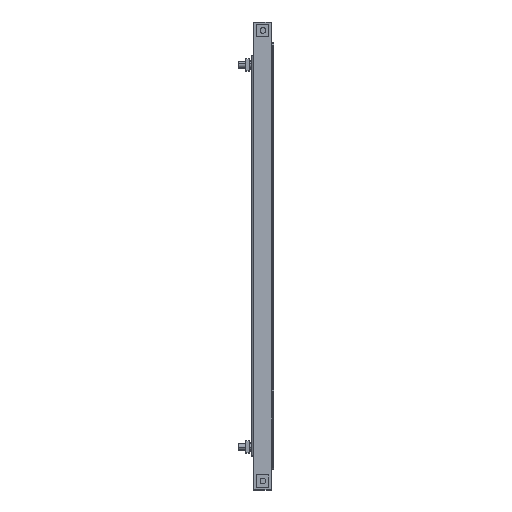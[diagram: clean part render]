
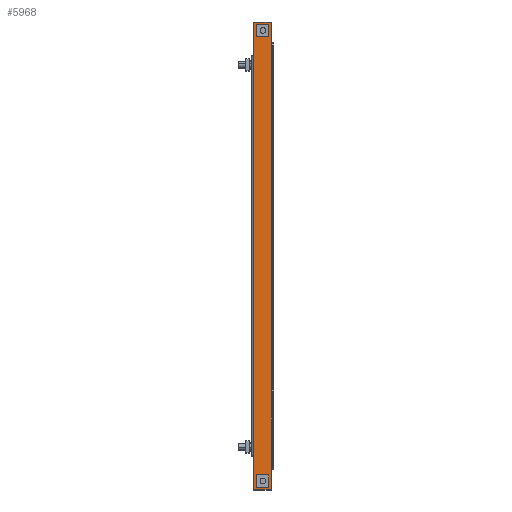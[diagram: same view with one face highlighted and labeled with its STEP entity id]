
A CAD part, top view. The second image highlights one B-rep face of the part: STEP entity #5968.
In plain terms, the highlighted face is planar.
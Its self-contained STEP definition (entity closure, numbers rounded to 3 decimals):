
#54 = EDGE_CURVE ( 'NONE', #2575, #4886, #2297, .T. ) ;
#93 = DIRECTION ( 'NONE',  ( 0., 0., 1. ) ) ;
#257 = ORIENTED_EDGE ( 'NONE', *, *, #5753, .T. ) ;
#304 = CARTESIAN_POINT ( 'NONE',  ( 0., 15.75, -3.9 ) ) ;
#319 = ORIENTED_EDGE ( 'NONE', *, *, #719, .T. ) ;
#444 = VECTOR ( 'NONE', #1103, 1000. ) ;
#459 = CARTESIAN_POINT ( 'NONE',  ( 0., 2.5, -462. ) ) ;
#508 = VECTOR ( 'NONE', #2768, 1000. ) ;
#530 = VECTOR ( 'NONE', #2351, 1000. ) ;
#580 = DIRECTION ( 'NONE',  ( 0., 0., 1. ) ) ;
#658 = CARTESIAN_POINT ( 'NONE',  ( 0., 15.75, -13.4 ) ) ;
#719 = EDGE_CURVE ( 'NONE', #1368, #6227, #5900, .T. ) ;
#722 = FACE_OUTER_BOUND ( 'NONE', #1688, .T. ) ;
#910 = LINE ( 'NONE', #4861, #1313 ) ;
#1012 = EDGE_CURVE ( 'NONE', #2575, #3760, #5231, .T. ) ;
#1019 = CARTESIAN_POINT ( 'NONE',  ( 0., 15.75, -3.9 ) ) ;
#1029 = VECTOR ( 'NONE', #4453, 1000. ) ;
#1064 = CARTESIAN_POINT ( 'NONE',  ( 0., 2.5, 0. ) ) ;
#1103 = DIRECTION ( 'NONE',  ( 0., -1., 0. ) ) ;
#1113 = CARTESIAN_POINT ( 'NONE',  ( 0., 15.75, -13.4 ) ) ;
#1152 = EDGE_CURVE ( 'NONE', #2739, #2470, #3463, .T. ) ;
#1176 = DIRECTION ( 'NONE',  ( 0., 0., 1. ) ) ;
#1219 = ORIENTED_EDGE ( 'NONE', *, *, #5174, .T. ) ;
#1232 = EDGE_CURVE ( 'NONE', #6169, #5841, #5038, .T. ) ;
#1238 = DIRECTION ( 'NONE',  ( 0., 0., -1. ) ) ;
#1260 = EDGE_CURVE ( 'NONE', #3532, #2511, #4553, .T. ) ;
#1265 = VECTOR ( 'NONE', #1176, 1000. ) ;
#1313 = VECTOR ( 'NONE', #3387, 1000. ) ;
#1350 = CARTESIAN_POINT ( 'NONE',  ( 0., 6.25, -13.4 ) ) ;
#1368 = VERTEX_POINT ( 'NONE', #2670 ) ;
#1389 = CARTESIAN_POINT ( 'NONE',  ( 0., 15.75, -479.1 ) ) ;
#1437 = VECTOR ( 'NONE', #2068, 1000. ) ;
#1463 = VECTOR ( 'NONE', #4670, 1000. ) ;
#1489 = EDGE_CURVE ( 'NONE', #6137, #2470, #1936, .T. ) ;
#1561 = EDGE_LOOP ( 'NONE', ( #257, #5139, #4405, #319 ) ) ;
#1567 = CARTESIAN_POINT ( 'NONE',  ( 0., 15.75, -469.6 ) ) ;
#1604 = CARTESIAN_POINT ( 'NONE',  ( 0., 6.25, -479.1 ) ) ;
#1608 = EDGE_LOOP ( 'NONE', ( #2045, #3961, #3191, #1219 ) ) ;
#1651 = CARTESIAN_POINT ( 'NONE',  ( 0., 2.5, -483. ) ) ;
#1656 = ORIENTED_EDGE ( 'NONE', *, *, #4479, .T. ) ;
#1664 = ORIENTED_EDGE ( 'NONE', *, *, #1152, .F. ) ;
#1688 = EDGE_LOOP ( 'NONE', ( #3059, #6246, #4362, #2382, #1664, #1656, #2577, #2597 ) ) ;
#1805 = FACE_BOUND ( 'NONE', #1561, .T. ) ;
#1833 = CARTESIAN_POINT ( 'NONE',  ( 0., 20.5, -448. ) ) ;
#1936 = LINE ( 'NONE', #3879, #530 ) ;
#2030 = CARTESIAN_POINT ( 'NONE',  ( 0., 20.5, -35. ) ) ;
#2036 = CARTESIAN_POINT ( 'NONE',  ( 0., 15.75, -479.1 ) ) ;
#2045 = ORIENTED_EDGE ( 'NONE', *, *, #5922, .T. ) ;
#2068 = DIRECTION ( 'NONE',  ( 0., 0., -1. ) ) ;
#2158 = CARTESIAN_POINT ( 'NONE',  ( 0., 20.5, -483. ) ) ;
#2167 = DIRECTION ( 'NONE',  ( 0., 0., 1. ) ) ;
#2184 = EDGE_CURVE ( 'NONE', #5841, #1368, #2520, .T. ) ;
#2227 = EDGE_CURVE ( 'NONE', #3760, #6137, #2642, .T. ) ;
#2242 = VECTOR ( 'NONE', #5497, 1000. ) ;
#2253 = CARTESIAN_POINT ( 'NONE',  ( 0., 20.5, 0. ) ) ;
#2297 = LINE ( 'NONE', #2392, #508 ) ;
#2305 = DIRECTION ( 'NONE',  ( 0., 0., 1. ) ) ;
#2351 = DIRECTION ( 'NONE',  ( 0., 0., 1. ) ) ;
#2382 = ORIENTED_EDGE ( 'NONE', *, *, #1489, .T. ) ;
#2392 = CARTESIAN_POINT ( 'NONE',  ( 0., 2.5, -483. ) ) ;
#2433 = DIRECTION ( 'NONE',  ( 0., -1., 0. ) ) ;
#2434 = EDGE_CURVE ( 'NONE', #4886, #2753, #4421, .T. ) ;
#2470 = VERTEX_POINT ( 'NONE', #2030 ) ;
#2476 = VECTOR ( 'NONE', #580, 1000. ) ;
#2511 = VERTEX_POINT ( 'NONE', #1113 ) ;
#2520 = LINE ( 'NONE', #1604, #2476 ) ;
#2524 = LINE ( 'NONE', #4466, #3297 ) ;
#2575 = VERTEX_POINT ( 'NONE', #1651 ) ;
#2577 = ORIENTED_EDGE ( 'NONE', *, *, #2658, .F. ) ;
#2597 = ORIENTED_EDGE ( 'NONE', *, *, #2434, .F. ) ;
#2642 = LINE ( 'NONE', #4592, #5655 ) ;
#2658 = EDGE_CURVE ( 'NONE', #2753, #6257, #4037, .T. ) ;
#2670 = CARTESIAN_POINT ( 'NONE',  ( 0., 6.25, -469.6 ) ) ;
#2739 = VERTEX_POINT ( 'NONE', #2253 ) ;
#2753 = VERTEX_POINT ( 'NONE', #3755 ) ;
#2768 = DIRECTION ( 'NONE',  ( 0., 0., 1. ) ) ;
#2776 = DIRECTION ( 'NONE',  ( -1., 0., 0. ) ) ;
#2925 = DIRECTION ( 'NONE',  ( 0., 1., 0. ) ) ;
#3011 = CARTESIAN_POINT ( 'NONE',  ( 0., 6.25, -479.1 ) ) ;
#3055 = VECTOR ( 'NONE', #2925, 1000. ) ;
#3059 = ORIENTED_EDGE ( 'NONE', *, *, #54, .F. ) ;
#3074 = LINE ( 'NONE', #658, #444 ) ;
#3191 = ORIENTED_EDGE ( 'NONE', *, *, #5903, .T. ) ;
#3211 = LINE ( 'NONE', #3657, #5933 ) ;
#3297 = VECTOR ( 'NONE', #2433, 1000. ) ;
#3387 = DIRECTION ( 'NONE',  ( 0., 0., 1. ) ) ;
#3459 = CARTESIAN_POINT ( 'NONE',  ( 0., 2.5, -483. ) ) ;
#3463 = LINE ( 'NONE', #4041, #1029 ) ;
#3475 = CARTESIAN_POINT ( 'NONE',  ( 0., 15.75, -469.6 ) ) ;
#3532 = VERTEX_POINT ( 'NONE', #4782 ) ;
#3553 = CARTESIAN_POINT ( 'NONE',  ( 0., 2.5, -483. ) ) ;
#3646 = PLANE ( 'NONE',  #4610 ) ;
#3657 = CARTESIAN_POINT ( 'NONE',  ( 0., 15.75, -479.1 ) ) ;
#3670 = VECTOR ( 'NONE', #5923, 1000. ) ;
#3745 = CARTESIAN_POINT ( 'NONE',  ( 0., 0., 0. ) ) ;
#3755 = CARTESIAN_POINT ( 'NONE',  ( 0., 2.5, -21. ) ) ;
#3760 = VERTEX_POINT ( 'NONE', #2158 ) ;
#3795 = CARTESIAN_POINT ( 'NONE',  ( 0., 0., -483. ) ) ;
#3879 = CARTESIAN_POINT ( 'NONE',  ( 0., 20.5, -483. ) ) ;
#3961 = ORIENTED_EDGE ( 'NONE', *, *, #1260, .T. ) ;
#4037 = LINE ( 'NONE', #3553, #1265 ) ;
#4041 = CARTESIAN_POINT ( 'NONE',  ( 0., 20.5, 0. ) ) ;
#4184 = CARTESIAN_POINT ( 'NONE',  ( 0., 6.25, -3.9 ) ) ;
#4362 = ORIENTED_EDGE ( 'NONE', *, *, #2227, .T. ) ;
#4405 = ORIENTED_EDGE ( 'NONE', *, *, #2184, .T. ) ;
#4414 = VECTOR ( 'NONE', #93, 1000. ) ;
#4421 = LINE ( 'NONE', #3459, #4414 ) ;
#4453 = DIRECTION ( 'NONE',  ( 0., 0., -1. ) ) ;
#4466 = CARTESIAN_POINT ( 'NONE',  ( 0., 0., 0. ) ) ;
#4479 = EDGE_CURVE ( 'NONE', #2739, #6257, #2524, .T. ) ;
#4553 = LINE ( 'NONE', #1019, #1437 ) ;
#4592 = CARTESIAN_POINT ( 'NONE',  ( 0., 20.5, -483. ) ) ;
#4610 = AXIS2_PLACEMENT_3D ( 'NONE', #3745, #2776, #2305 ) ;
#4670 = DIRECTION ( 'NONE',  ( 0., 1., 0. ) ) ;
#4683 = VERTEX_POINT ( 'NONE', #1350 ) ;
#4782 = CARTESIAN_POINT ( 'NONE',  ( 0., 15.75, -3.9 ) ) ;
#4861 = CARTESIAN_POINT ( 'NONE',  ( 0., 6.25, -3.9 ) ) ;
#4886 = VERTEX_POINT ( 'NONE', #459 ) ;
#5038 = LINE ( 'NONE', #2036, #3670 ) ;
#5139 = ORIENTED_EDGE ( 'NONE', *, *, #1232, .T. ) ;
#5156 = FACE_BOUND ( 'NONE', #1608, .T. ) ;
#5174 = EDGE_CURVE ( 'NONE', #4683, #5972, #910, .T. ) ;
#5215 = LINE ( 'NONE', #304, #1463 ) ;
#5231 = LINE ( 'NONE', #3795, #3055 ) ;
#5497 = DIRECTION ( 'NONE',  ( 0., 1., 0. ) ) ;
#5655 = VECTOR ( 'NONE', #2167, 1000. ) ;
#5753 = EDGE_CURVE ( 'NONE', #6227, #6169, #3211, .T. ) ;
#5841 = VERTEX_POINT ( 'NONE', #3011 ) ;
#5900 = LINE ( 'NONE', #1567, #2242 ) ;
#5903 = EDGE_CURVE ( 'NONE', #2511, #4683, #3074, .T. ) ;
#5922 = EDGE_CURVE ( 'NONE', #5972, #3532, #5215, .T. ) ;
#5923 = DIRECTION ( 'NONE',  ( 0., -1., 0. ) ) ;
#5933 = VECTOR ( 'NONE', #1238, 1000. ) ;
#5968 = ADVANCED_FACE ( 'NONE', ( #5156, #1805, #722 ), #3646, .F. ) ;
#5972 = VERTEX_POINT ( 'NONE', #4184 ) ;
#6137 = VERTEX_POINT ( 'NONE', #1833 ) ;
#6169 = VERTEX_POINT ( 'NONE', #1389 ) ;
#6227 = VERTEX_POINT ( 'NONE', #3475 ) ;
#6246 = ORIENTED_EDGE ( 'NONE', *, *, #1012, .T. ) ;
#6257 = VERTEX_POINT ( 'NONE', #1064 ) ;
